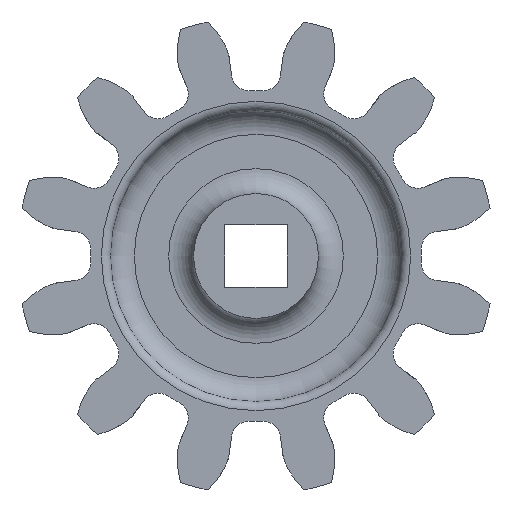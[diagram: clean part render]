
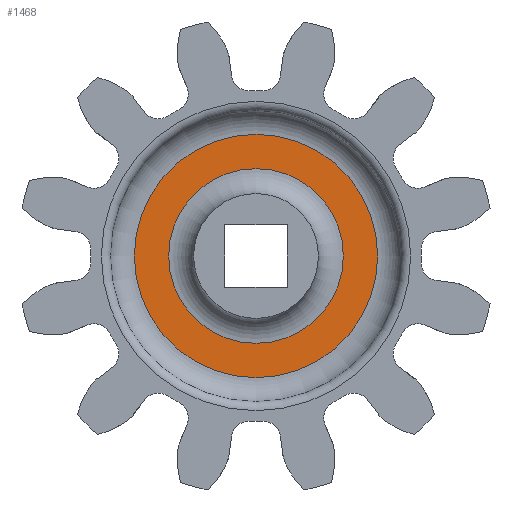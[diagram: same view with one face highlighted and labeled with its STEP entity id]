
A CAD part, front view. The second image highlights one B-rep face of the part: STEP entity #1468.
In plain terms, the highlighted planar face has unit normal (0, -1, 0).
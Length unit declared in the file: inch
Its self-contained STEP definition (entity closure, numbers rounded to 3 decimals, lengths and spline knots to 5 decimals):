
#264=FACE_BOUND('',#411,.T.);
#316=PLANE('',#1621);
#326=FACE_OUTER_BOUND('',#410,.T.);
#410=EDGE_LOOP('',(#1071));
#411=EDGE_LOOP('',(#1072));
#544=CIRCLE('',#1618,0.35);
#547=CIRCLE('',#1622,0.4875);
#671=VERTEX_POINT('',#3312);
#673=VERTEX_POINT('',#3318);
#829=EDGE_CURVE('',#671,#671,#544,.T.);
#832=EDGE_CURVE('',#673,#673,#547,.T.);
#1071=ORIENTED_EDGE('',*,*,#832,.F.);
#1072=ORIENTED_EDGE('',*,*,#829,.F.);
#1468=ADVANCED_FACE('',(#326,#264),#316,.T.);
#1618=AXIS2_PLACEMENT_3D('',#3313,#1843,#1844);
#1621=AXIS2_PLACEMENT_3D('',#3317,#1849,#1850);
#1622=AXIS2_PLACEMENT_3D('',#3319,#1851,#1852);
#1843=DIRECTION('center_axis',(0.,-1.,0.));
#1844=DIRECTION('ref_axis',(1.,0.,0.));
#1849=DIRECTION('center_axis',(0.,-1.,0.));
#1850=DIRECTION('ref_axis',(1.,0.,0.));
#1851=DIRECTION('center_axis',(0.,1.,0.));
#1852=DIRECTION('ref_axis',(1.,0.,0.));
#3312=CARTESIAN_POINT('',(2.116,-0.15,0.35));
#3313=CARTESIAN_POINT('Origin',(2.116,-0.15,0.));
#3317=CARTESIAN_POINT('Origin',(2.116,-0.15,0.));
#3318=CARTESIAN_POINT('',(2.116,-0.15,-0.4875));
#3319=CARTESIAN_POINT('Origin',(2.116,-0.15,0.));
